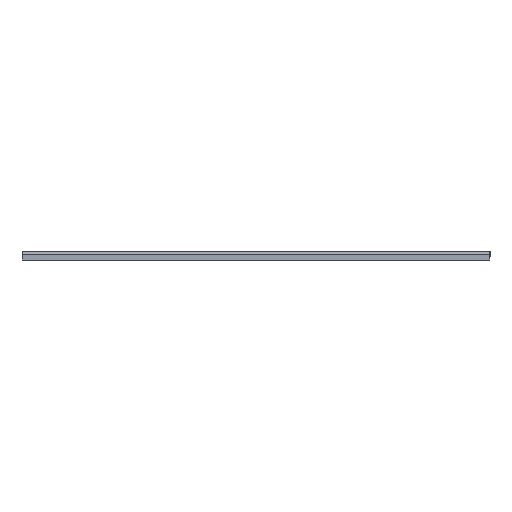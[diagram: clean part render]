
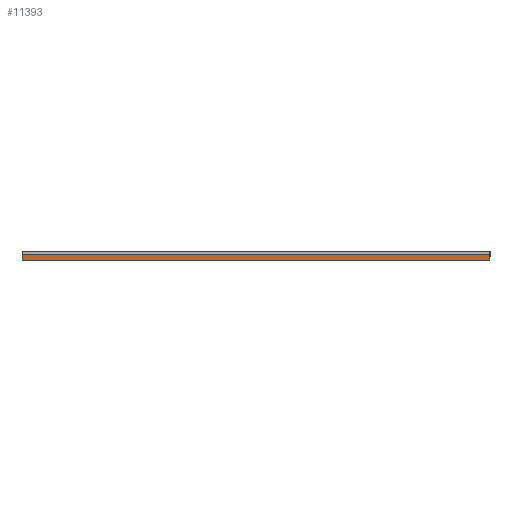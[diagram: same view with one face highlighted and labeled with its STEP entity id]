
A CAD part, front view. The second image highlights one B-rep face of the part: STEP entity #11393.
In plain terms, the highlighted planar face has unit normal (0, -1, 0).
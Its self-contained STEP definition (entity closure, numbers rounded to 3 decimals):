
#406 = LINE ( 'NONE', #10578, #5379 ) ;
#576 = DIRECTION ( 'NONE',  ( -1., 0., 0. ) ) ;
#1307 = DIRECTION ( 'NONE',  ( 0., 0., 1. ) ) ;
#1604 = LINE ( 'NONE', #25254, #24088 ) ;
#1894 = CARTESIAN_POINT ( 'NONE',  ( 404.8, -118.25, -7.251 ) ) ;
#2033 = VECTOR ( 'NONE', #1307, 1000. ) ;
#3419 = ORIENTED_EDGE ( 'NONE', *, *, #5957, .F. ) ;
#3462 = DIRECTION ( 'NONE',  ( 1., 0., 0. ) ) ;
#4653 = AXIS2_PLACEMENT_3D ( 'NONE', #7048, #13116, #576 ) ;
#4805 = FACE_OUTER_BOUND ( 'NONE', #11512, .T. ) ;
#4883 = DIRECTION ( 'NONE',  ( 0., 0., -1. ) ) ;
#5379 = VECTOR ( 'NONE', #12408, 1000. ) ;
#5957 = EDGE_CURVE ( 'NONE', #17773, #21089, #406, .T. ) ;
#6617 = CARTESIAN_POINT ( 'NONE',  ( -13.875, -118.25, -2.237 ) ) ;
#7048 = CARTESIAN_POINT ( 'NONE',  ( 0., -118.25, 115.169 ) ) ;
#9203 = ORIENTED_EDGE ( 'NONE', *, *, #11886, .T. ) ;
#10189 = CARTESIAN_POINT ( 'NONE',  ( 404.8, -118.25, 9.619 ) ) ;
#10578 = CARTESIAN_POINT ( 'NONE',  ( 0., -118.25, -2.237 ) ) ;
#11393 = ADVANCED_FACE ( 'NONE', ( #4805 ), #19056, .F. ) ;
#11512 = EDGE_LOOP ( 'NONE', ( #3419, #25152, #9203, #12849 ) ) ;
#11886 = EDGE_CURVE ( 'NONE', #21112, #12758, #1604, .T. ) ;
#12148 = LINE ( 'NONE', #10189, #2033 ) ;
#12408 = DIRECTION ( 'NONE',  ( 1., 0., 0. ) ) ;
#12758 = VERTEX_POINT ( 'NONE', #1894 ) ;
#12849 = ORIENTED_EDGE ( 'NONE', *, *, #22579, .T. ) ;
#13116 = DIRECTION ( 'NONE',  ( 0., 1., 0. ) ) ;
#13321 = CARTESIAN_POINT ( 'NONE',  ( -13.875, -118.25, -7.251 ) ) ;
#15312 = CARTESIAN_POINT ( 'NONE',  ( 404.8, -118.25, -2.237 ) ) ;
#15431 = CARTESIAN_POINT ( 'NONE',  ( -13.875, -118.25, -7.251 ) ) ;
#16915 = EDGE_CURVE ( 'NONE', #17773, #21112, #22969, .T. ) ;
#17773 = VERTEX_POINT ( 'NONE', #6617 ) ;
#19056 = PLANE ( 'NONE',  #4653 ) ;
#21089 = VERTEX_POINT ( 'NONE', #15312 ) ;
#21112 = VERTEX_POINT ( 'NONE', #15431 ) ;
#21865 = VECTOR ( 'NONE', #4883, 1000. ) ;
#22579 = EDGE_CURVE ( 'NONE', #12758, #21089, #12148, .T. ) ;
#22969 = LINE ( 'NONE', #13321, #21865 ) ;
#24088 = VECTOR ( 'NONE', #3462, 1000. ) ;
#25152 = ORIENTED_EDGE ( 'NONE', *, *, #16915, .T. ) ;
#25254 = CARTESIAN_POINT ( 'NONE',  ( 404.8, -118.25, -7.251 ) ) ;
